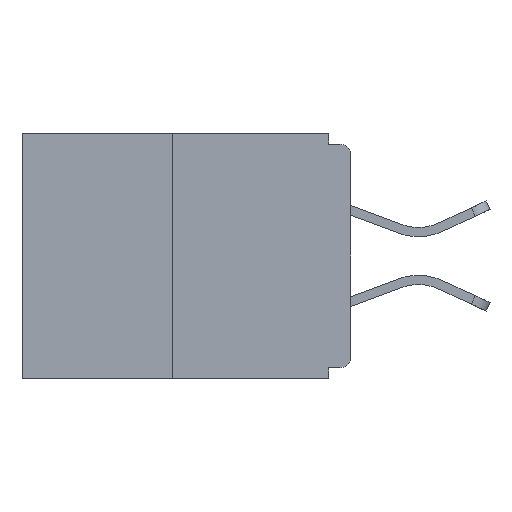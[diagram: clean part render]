
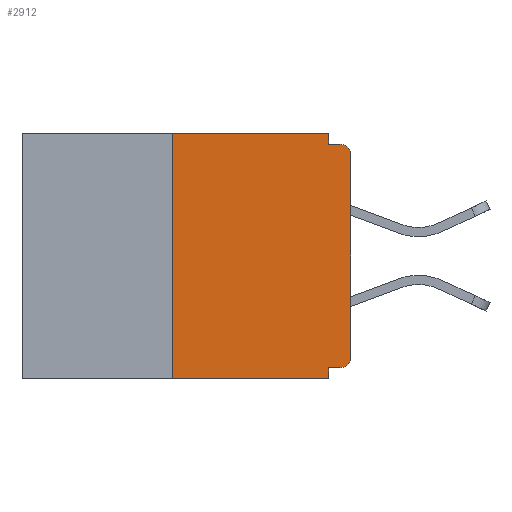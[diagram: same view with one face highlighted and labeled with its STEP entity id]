
A CAD part, left-side view. The second image highlights one B-rep face of the part: STEP entity #2912.
In plain terms, the highlighted planar face has unit normal (-1, 0, 0).
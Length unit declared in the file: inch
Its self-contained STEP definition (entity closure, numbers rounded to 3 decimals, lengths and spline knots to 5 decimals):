
#2 = DIRECTION ( 'NONE',  ( 1., 0., 0. ) ) ;
#532 = CARTESIAN_POINT ( 'NONE',  ( 0., 0.25, 0. ) ) ;
#653 = EDGE_CURVE ( 'NONE', #12787, #7958, #2229, .T. ) ;
#695 = DIRECTION ( 'NONE',  ( -1., 0., 0. ) ) ;
#1571 = ORIENTED_EDGE ( 'NONE', *, *, #1834, .F. ) ;
#1596 = DIRECTION ( 'NONE',  ( 0., 1., 0. ) ) ;
#1797 = ORIENTED_EDGE ( 'NONE', *, *, #14203, .T. ) ;
#1834 = EDGE_CURVE ( 'NONE', #4424, #10171, #4982, .T. ) ;
#1835 = CIRCLE ( 'NONE', #10576, 0.015 ) ;
#1862 = VECTOR ( 'NONE', #5783, 39.37008 ) ;
#1863 = VERTEX_POINT ( 'NONE', #10731 ) ;
#1865 = DIRECTION ( 'NONE',  ( 0., 0., -1. ) ) ;
#1950 = DIRECTION ( 'NONE',  ( -1., 0., 0. ) ) ;
#2229 = LINE ( 'NONE', #6999, #8536 ) ;
#2539 = EDGE_CURVE ( 'NONE', #7925, #4766, #2698, .T. ) ;
#2698 = LINE ( 'NONE', #12224, #3465 ) ;
#2898 = EDGE_LOOP ( 'NONE', ( #1571, #3533, #11949, #11357, #14494, #3171, #3541, #1797, #14700, #3531 ) ) ;
#2912 = ADVANCED_FACE ( 'NONE', ( #3569 ), #10515, .F. ) ;
#3171 = ORIENTED_EDGE ( 'NONE', *, *, #4079, .T. ) ;
#3465 = VECTOR ( 'NONE', #1596, 39.37008 ) ;
#3531 = ORIENTED_EDGE ( 'NONE', *, *, #4120, .F. ) ;
#3533 = ORIENTED_EDGE ( 'NONE', *, *, #11860, .F. ) ;
#3541 = ORIENTED_EDGE ( 'NONE', *, *, #7941, .T. ) ;
#3569 = FACE_OUTER_BOUND ( 'NONE', #2898, .T. ) ;
#3872 = CARTESIAN_POINT ( 'NONE',  ( 0., 0.25, -0.343 ) ) ;
#4079 = EDGE_CURVE ( 'NONE', #7925, #1863, #1835, .T. ) ;
#4120 = EDGE_CURVE ( 'NONE', #10171, #12975, #13951, .T. ) ;
#4218 = CARTESIAN_POINT ( 'NONE',  ( 0., 0., -0.015 ) ) ;
#4304 = CARTESIAN_POINT ( 'NONE',  ( 0., 0.015, -0.313 ) ) ;
#4424 = VERTEX_POINT ( 'NONE', #532 ) ;
#4498 = DIRECTION ( 'NONE',  ( 0., 0., 1. ) ) ;
#4766 = VERTEX_POINT ( 'NONE', #6296 ) ;
#4982 = LINE ( 'NONE', #11836, #6874 ) ;
#5039 = VERTEX_POINT ( 'NONE', #11687 ) ;
#5291 = VECTOR ( 'NONE', #10639, 39.37008 ) ;
#5626 = CARTESIAN_POINT ( 'NONE',  ( 0., 0.25, 0. ) ) ;
#5783 = DIRECTION ( 'NONE',  ( 0., 0., -1. ) ) ;
#5785 = LINE ( 'NONE', #5626, #8165 ) ;
#5793 = VECTOR ( 'NONE', #4498, 39.37008 ) ;
#5935 = AXIS2_PLACEMENT_3D ( 'NONE', #12920, #695, #10256 ) ;
#6296 = CARTESIAN_POINT ( 'NONE',  ( 0., 0.031, -0.328 ) ) ;
#6874 = VECTOR ( 'NONE', #10884, 39.37008 ) ;
#6978 = LINE ( 'NONE', #15153, #5793 ) ;
#6999 = CARTESIAN_POINT ( 'NONE',  ( 0., 0.46, -0.343 ) ) ;
#7009 = CARTESIAN_POINT ( 'NONE',  ( 0., 0.46, 0. ) ) ;
#7714 = DIRECTION ( 'NONE',  ( 0., -1., 0. ) ) ;
#7874 = EDGE_CURVE ( 'NONE', #4766, #7958, #8219, .T. ) ;
#7925 = VERTEX_POINT ( 'NONE', #15299 ) ;
#7941 = EDGE_CURVE ( 'NONE', #1863, #11187, #6978, .T. ) ;
#7958 = VERTEX_POINT ( 'NONE', #8440 ) ;
#8112 = CARTESIAN_POINT ( 'NONE',  ( 0., 0.031, 0. ) ) ;
#8165 = VECTOR ( 'NONE', #12875, 39.37008 ) ;
#8219 = LINE ( 'NONE', #10561, #5291 ) ;
#8401 = CIRCLE ( 'NONE', #5935, 0.015 ) ;
#8440 = CARTESIAN_POINT ( 'NONE',  ( 0., 0.031, -0.343 ) ) ;
#8536 = VECTOR ( 'NONE', #11911, 39.37008 ) ;
#9430 = VECTOR ( 'NONE', #7714, 39.37008 ) ;
#10171 = VERTEX_POINT ( 'NONE', #14916 ) ;
#10256 = DIRECTION ( 'NONE',  ( 0., 0., -1. ) ) ;
#10515 = PLANE ( 'NONE',  #12155 ) ;
#10561 = CARTESIAN_POINT ( 'NONE',  ( 0., 0.031, -0.343 ) ) ;
#10576 = AXIS2_PLACEMENT_3D ( 'NONE', #4304, #1950, #1865 ) ;
#10639 = DIRECTION ( 'NONE',  ( 0., 0., -1. ) ) ;
#10731 = CARTESIAN_POINT ( 'NONE',  ( 0., 0., -0.313 ) ) ;
#10884 = DIRECTION ( 'NONE',  ( 0., -1., 0. ) ) ;
#11187 = VERTEX_POINT ( 'NONE', #11990 ) ;
#11357 = ORIENTED_EDGE ( 'NONE', *, *, #7874, .F. ) ;
#11687 = CARTESIAN_POINT ( 'NONE',  ( 0., 0.015, -0.015 ) ) ;
#11836 = CARTESIAN_POINT ( 'NONE',  ( 0., 0.46, 0. ) ) ;
#11860 = EDGE_CURVE ( 'NONE', #12787, #4424, #5785, .T. ) ;
#11911 = DIRECTION ( 'NONE',  ( 0., -1., 0. ) ) ;
#11949 = ORIENTED_EDGE ( 'NONE', *, *, #653, .T. ) ;
#11990 = CARTESIAN_POINT ( 'NONE',  ( 0., 0., -0.03 ) ) ;
#12155 = AXIS2_PLACEMENT_3D ( 'NONE', #7009, #2, #15180 ) ;
#12224 = CARTESIAN_POINT ( 'NONE',  ( 0., 0., -0.328 ) ) ;
#12516 = CARTESIAN_POINT ( 'NONE',  ( 0., 0.031, -0.015 ) ) ;
#12787 = VERTEX_POINT ( 'NONE', #3872 ) ;
#12875 = DIRECTION ( 'NONE',  ( 0., 0., 1. ) ) ;
#12920 = CARTESIAN_POINT ( 'NONE',  ( 0., 0.015, -0.03 ) ) ;
#12975 = VERTEX_POINT ( 'NONE', #12516 ) ;
#13465 = LINE ( 'NONE', #4218, #9430 ) ;
#13951 = LINE ( 'NONE', #8112, #1862 ) ;
#14203 = EDGE_CURVE ( 'NONE', #11187, #5039, #8401, .T. ) ;
#14494 = ORIENTED_EDGE ( 'NONE', *, *, #2539, .F. ) ;
#14700 = ORIENTED_EDGE ( 'NONE', *, *, #15076, .F. ) ;
#14916 = CARTESIAN_POINT ( 'NONE',  ( 0., 0.031, 0. ) ) ;
#15076 = EDGE_CURVE ( 'NONE', #12975, #5039, #13465, .T. ) ;
#15153 = CARTESIAN_POINT ( 'NONE',  ( 0., 0., 0. ) ) ;
#15180 = DIRECTION ( 'NONE',  ( 0., 0., -1. ) ) ;
#15299 = CARTESIAN_POINT ( 'NONE',  ( 0., 0.015, -0.328 ) ) ;
